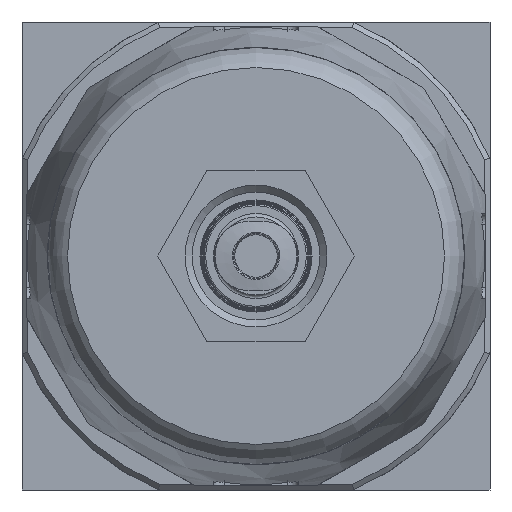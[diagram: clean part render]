
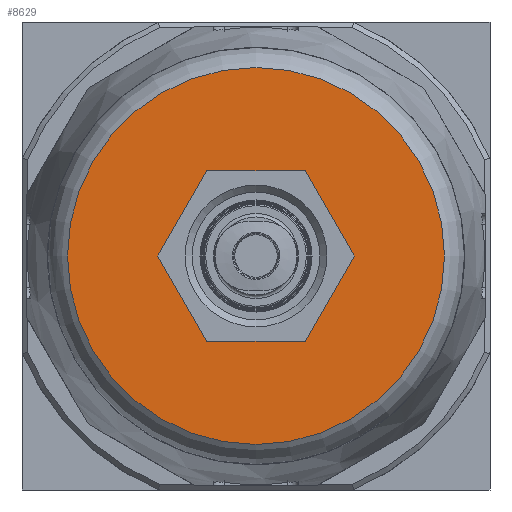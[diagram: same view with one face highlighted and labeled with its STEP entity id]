
A CAD part, front view. The second image highlights one B-rep face of the part: STEP entity #8629.
In plain terms, the highlighted planar face has unit normal (0, -1, 0).
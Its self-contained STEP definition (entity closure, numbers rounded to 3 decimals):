
#641=CIRCLE('',#9196,26.576);
#2185=ORIENTED_EDGE('',*,*,#3040,.T.);
#2186=ORIENTED_EDGE('',*,*,#3189,.T.);
#2187=ORIENTED_EDGE('',*,*,#3204,.T.);
#2188=ORIENTED_EDGE('',*,*,#3201,.T.);
#2189=ORIENTED_EDGE('',*,*,#3198,.T.);
#2190=ORIENTED_EDGE('',*,*,#3195,.T.);
#2191=ORIENTED_EDGE('',*,*,#3192,.T.);
#3040=EDGE_CURVE('',#3761,#3761,#641,.F.);
#3189=EDGE_CURVE('',#3844,#3843,#4258,.T.);
#3192=EDGE_CURVE('',#3846,#3844,#4261,.T.);
#3195=EDGE_CURVE('',#3848,#3846,#4264,.T.);
#3198=EDGE_CURVE('',#3850,#3848,#4267,.T.);
#3201=EDGE_CURVE('',#3852,#3850,#4270,.T.);
#3204=EDGE_CURVE('',#3843,#3852,#4273,.T.);
#3761=VERTEX_POINT('',#12880);
#3843=VERTEX_POINT('',#13384);
#3844=VERTEX_POINT('',#13386);
#3846=VERTEX_POINT('',#13392);
#3848=VERTEX_POINT('',#13398);
#3850=VERTEX_POINT('',#13404);
#3852=VERTEX_POINT('',#13410);
#4258=LINE('',#13385,#4618);
#4261=LINE('',#13391,#4621);
#4264=LINE('',#13397,#4624);
#4267=LINE('',#13403,#4627);
#4270=LINE('',#13409,#4630);
#4273=LINE('',#13414,#4633);
#4618=VECTOR('',#10861,1000.);
#4621=VECTOR('',#10866,1000.);
#4624=VECTOR('',#10871,1000.);
#4627=VECTOR('',#10876,1000.);
#4630=VECTOR('',#10881,1000.);
#4633=VECTOR('',#10886,1000.);
#5045=EDGE_LOOP('',(#2185));
#5046=EDGE_LOOP('',(#2186,#2187,#2188,#2189,#2190,#2191));
#5561=FACE_BOUND('',#5045,.T.);
#5562=FACE_BOUND('',#5046,.T.);
#5874=PLANE('',#9293);
#8629=ADVANCED_FACE('',(#5561,#5562),#5874,.F.);
#9196=AXIS2_PLACEMENT_3D('',#12879,#10605,#10606);
#9293=AXIS2_PLACEMENT_3D('',#13415,#10887,#10888);
#10605=DIRECTION('',(0.,1.,0.));
#10606=DIRECTION('',(0.,0.,1.));
#10861=DIRECTION('',(0.,0.,1.));
#10866=DIRECTION('',(-0.866,0.,0.5));
#10871=DIRECTION('',(-0.866,0.,-0.5));
#10876=DIRECTION('',(0.,0.,-1.));
#10881=DIRECTION('',(0.866,0.,-0.5));
#10886=DIRECTION('',(0.866,0.,0.5));
#10887=DIRECTION('',(0.,1.,0.));
#10888=DIRECTION('',(0.,0.,1.));
#12879=CARTESIAN_POINT('',(0.,-164.,0.));
#12880=CARTESIAN_POINT('',(0.,-164.,26.576));
#13384=CARTESIAN_POINT('',(-12.,-164.,6.928));
#13385=CARTESIAN_POINT('',(-12.,-164.,-6.928));
#13386=CARTESIAN_POINT('',(-12.,-164.,-6.928));
#13391=CARTESIAN_POINT('',(0.,-164.,-13.856));
#13392=CARTESIAN_POINT('',(0.,-164.,-13.856));
#13397=CARTESIAN_POINT('',(12.,-164.,-6.928));
#13398=CARTESIAN_POINT('',(12.,-164.,-6.928));
#13403=CARTESIAN_POINT('',(12.,-164.,6.928));
#13404=CARTESIAN_POINT('',(12.,-164.,6.928));
#13409=CARTESIAN_POINT('',(0.,-164.,13.856));
#13410=CARTESIAN_POINT('',(0.,-164.,13.856));
#13414=CARTESIAN_POINT('',(-12.,-164.,6.928));
#13415=CARTESIAN_POINT('',(0.,-164.,0.));
